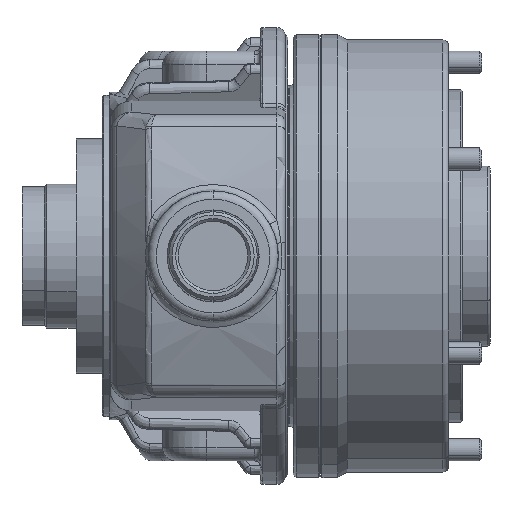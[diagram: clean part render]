
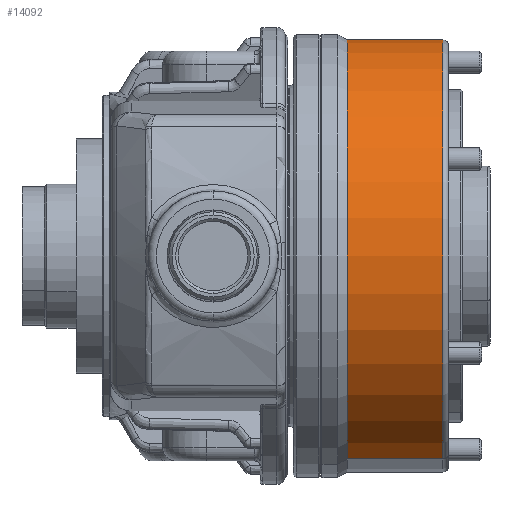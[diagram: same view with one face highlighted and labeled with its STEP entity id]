
A CAD part, front view. The second image highlights one B-rep face of the part: STEP entity #14092.
In plain terms, the highlighted cylindrical face has radius 78 mm (diameter 156 mm), a partial arc.
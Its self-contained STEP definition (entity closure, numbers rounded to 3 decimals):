
#971 = EDGE_CURVE ( 'NONE', #40698, #10803, #14422, .T. ) ;
#3070 = EDGE_LOOP ( 'NONE', ( #26325, #11819, #34104, #12403 ) ) ;
#4838 = AXIS2_PLACEMENT_3D ( 'NONE', #34264, #37693, #41073 ) ;
#5064 = EDGE_CURVE ( 'NONE', #40698, #26009, #42069, .T. ) ;
#7648 = EDGE_CURVE ( 'NONE', #10803, #32523, #34530, .T. ) ;
#8487 = CARTESIAN_POINT ( 'NONE',  ( 9.464, 0., -78. ) ) ;
#9146 = CARTESIAN_POINT ( 'NONE',  ( 9.464, 0., 0. ) ) ;
#9932 = CARTESIAN_POINT ( 'NONE',  ( 9.464, 0., 78. ) ) ;
#10803 = VERTEX_POINT ( 'NONE', #37833 ) ;
#11819 = ORIENTED_EDGE ( 'NONE', *, *, #971, .T. ) ;
#12403 = ORIENTED_EDGE ( 'NONE', *, *, #15332, .F. ) ;
#12555 = DIRECTION ( 'NONE',  ( 0., 0., 1. ) ) ;
#13750 = AXIS2_PLACEMENT_3D ( 'NONE', #14733, #31944, #31807 ) ;
#14092 = ADVANCED_FACE ( 'NONE', ( #26171 ), #41911, .T. ) ;
#14422 = CIRCLE ( 'NONE', #4838, 78. ) ;
#14733 = CARTESIAN_POINT ( 'NONE',  ( 0., 0., 0. ) ) ;
#15332 = EDGE_CURVE ( 'NONE', #26009, #32523, #37575, .T. ) ;
#17949 = CARTESIAN_POINT ( 'NONE',  ( 0., 0., 78. ) ) ;
#20823 = AXIS2_PLACEMENT_3D ( 'NONE', #9146, #32554, #12555 ) ;
#24221 = VECTOR ( 'NONE', #41518, 1000. ) ;
#25664 = VECTOR ( 'NONE', #41407, 1000. ) ;
#26009 = VERTEX_POINT ( 'NONE', #8487 ) ;
#26171 = FACE_OUTER_BOUND ( 'NONE', #3070, .T. ) ;
#26325 = ORIENTED_EDGE ( 'NONE', *, *, #5064, .F. ) ;
#31807 = DIRECTION ( 'NONE',  ( 0., 0., 1. ) ) ;
#31944 = DIRECTION ( 'NONE',  ( -1., 0., 0. ) ) ;
#32523 = VERTEX_POINT ( 'NONE', #9932 ) ;
#32554 = DIRECTION ( 'NONE',  ( -1., 0., 0. ) ) ;
#34104 = ORIENTED_EDGE ( 'NONE', *, *, #7648, .T. ) ;
#34264 = CARTESIAN_POINT ( 'NONE',  ( 44., 0., 0. ) ) ;
#34530 = LINE ( 'NONE', #17949, #25664 ) ;
#34706 = CARTESIAN_POINT ( 'NONE',  ( 0., 0., -78. ) ) ;
#37575 = CIRCLE ( 'NONE', #20823, 78. ) ;
#37593 = CARTESIAN_POINT ( 'NONE',  ( 44., 0., -78. ) ) ;
#37693 = DIRECTION ( 'NONE',  ( -1., 0., 0. ) ) ;
#37833 = CARTESIAN_POINT ( 'NONE',  ( 44., 0., 78. ) ) ;
#40698 = VERTEX_POINT ( 'NONE', #37593 ) ;
#41073 = DIRECTION ( 'NONE',  ( 0., 0., 1. ) ) ;
#41407 = DIRECTION ( 'NONE',  ( -1., 0., 0. ) ) ;
#41518 = DIRECTION ( 'NONE',  ( -1., 0., 0. ) ) ;
#41911 = CYLINDRICAL_SURFACE ( 'NONE', #13750, 78. ) ;
#42069 = LINE ( 'NONE', #34706, #24221 ) ;
